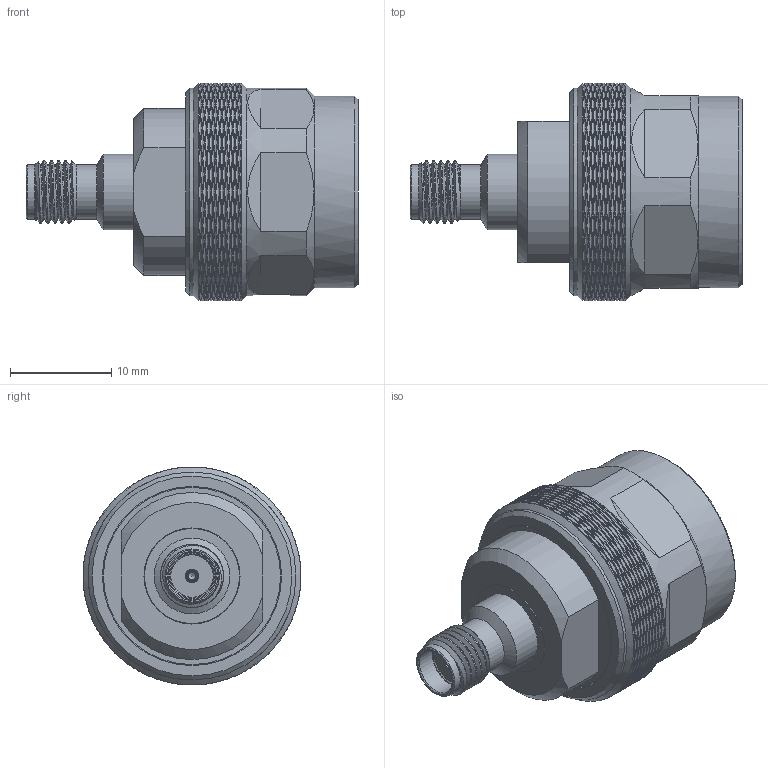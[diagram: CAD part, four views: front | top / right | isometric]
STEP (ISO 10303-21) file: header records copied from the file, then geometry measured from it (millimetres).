
FILE_DESCRIPTION(/* description */ ('Unknown'),/* implementation_level */ '2;1');
FILE_NAME(/* name */ '64403104211000',/* time_stamp */ '2022-11-10T10:38:27+01:00',/* author */ ('Unknown'),/* organization */ ('Unknown'),/* preprocessor_version */ 'ST-DEVELOPER v18.102',/* originating_system */ 'Solid Edge',/* authorisation */ 'Unknown');
FILE_SCHEMA (('AUTOMOTIVE_DESIGN {1 0 10303 214 3 1 1}'));
Products named in the file (1): 64403104211000
Bounding box: 32.8 x 21.54 x 21.54 mm (x, y, z)
Volume: 4525.6 mm3; surface area: 5954.6 mm2
Topology: 1 solids, 1 shells, 2190 faces, 4425 edges, 2255 vertices
Faces by surface type: bspline 1604, cylinder 452, plane 97, cone 34, torus 3
Full cylindrical faces by diameter (mm): 0.9 x1, 1.27 x1, 1.3 x1, 1.6 x1, 2.46 x1, 2.95 x1, 4.6 x1, 5.34 x2, 6.98 x1, 7 x1, 7.3 x1, 7.5 x1, 8 x1, 14.9 x1, 15.6 x1, 16.22 x1, 17.5 x2, 17.7 x2, 18.93 x1, 19.5 x1, 20.53 x2
Entity records: 92664 total; most frequent: CARTESIAN_POINT 48695, ORIENTED_EDGE 8696, EDGE_CURVE 4348, B_SPLINE_CURVE_WITH_KNOTS 3242, FACE_BOUND 2257, EDGE_LOOP 2256, VERTEX_POINT 2227, STYLED_ITEM 2189
